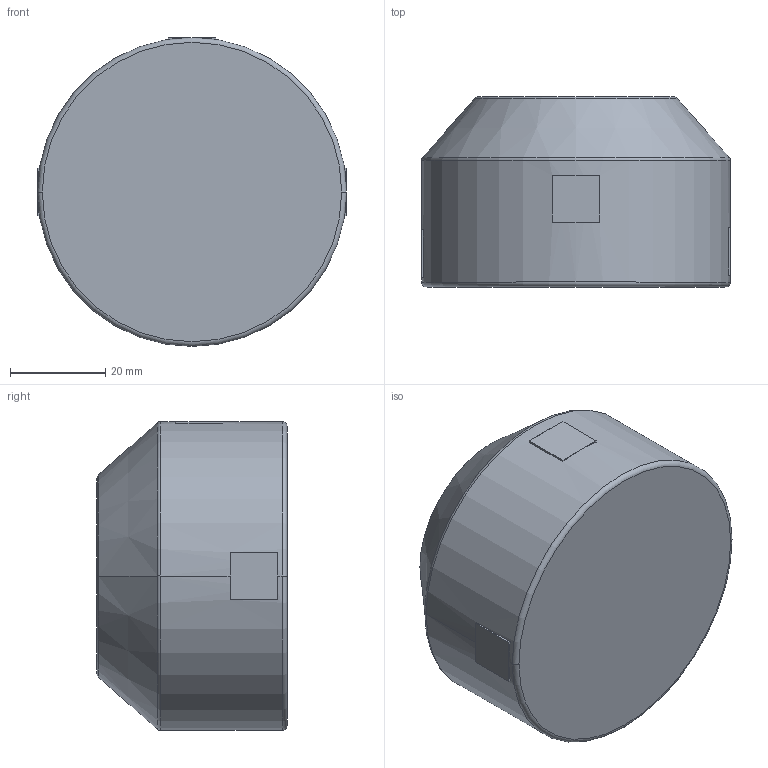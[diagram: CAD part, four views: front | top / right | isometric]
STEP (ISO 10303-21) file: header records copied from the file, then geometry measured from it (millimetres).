
FILE_DESCRIPTION((''),'2;1');
FILE_NAME('BT65_D202649A','2007-03-08T',('Pepperl+Fuchs'),('Industriehansa'),'PRO/ENGINEER BY PARAMETRIC TECHNOLOGY CORPORATION, 2005290','PRO/ENGINEER BY PARAMETRIC TECHNOLOGY CORPORATION, 2005290','');
FILE_SCHEMA(('AUTOMOTIVE_DESIGN_CC2 { 1 2 10303 214 -1 1 5 2 }'));
Length unit declared in the file: millimetre
Products named in the file (1): BT65_D202649A
Bounding box: 65 x 40 x 65 mm (x, y, z)
Volume: 119256.5 mm3; surface area: 13061.9 mm2
Topology: 1 solids, 1 shells, 37 faces, 85 edges, 52 vertices
Faces by surface type: plane 23, torus 6, cylinder 6, cone 2
Entity records: 1641 total; most frequent: CARTESIAN_POINT 193, DIRECTION 191, ORIENTED_EDGE 168, PRESENTATION_STYLE_ASSIGNMENT 111, STYLED_ITEM 86, CURVE_STYLE 85, EDGE_CURVE 84, AXIS2_PLACEMENT_3D 72
